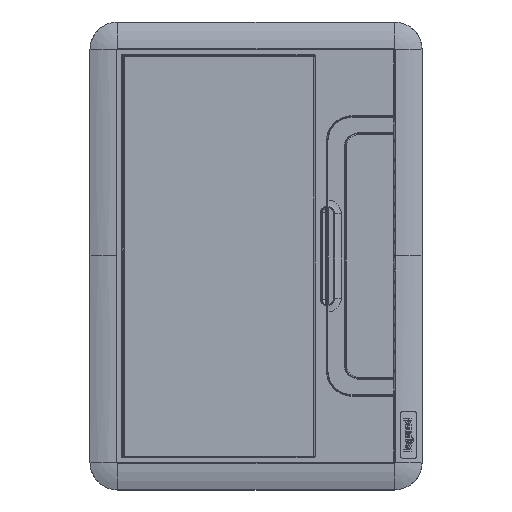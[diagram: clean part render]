
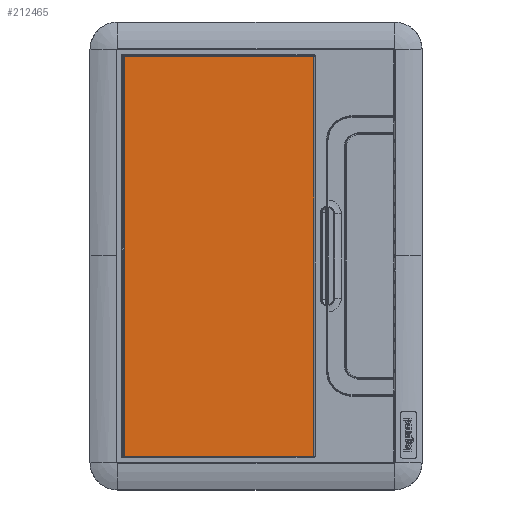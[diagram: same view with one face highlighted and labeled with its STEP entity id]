
A CAD part, top view. The second image highlights one B-rep face of the part: STEP entity #212465.
In plain terms, the highlighted planar face has unit normal (0, 0, 1).
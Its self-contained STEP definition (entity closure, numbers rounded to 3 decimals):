
#212438=AXIS2_PLACEMENT_3D('Plane Axis2P3D',#212435,#212436,#212437) ;
#212375=CARTESIAN_POINT('Vertex',(-122.,-59.5,2.5)) ;
#212389=CARTESIAN_POINT('Vertex',(122.,-59.5,2.5)) ;
#212392=CARTESIAN_POINT('Line Origine',(0.,-59.5,2.5)) ;
#212435=CARTESIAN_POINT('Axis2P3D Location',(0.,0.,2.5)) ;
#212440=CARTESIAN_POINT('Line Origine',(-122.,-1.75,2.5)) ;
#212444=CARTESIAN_POINT('Vertex',(-122.,56.,2.5)) ;
#212447=CARTESIAN_POINT('Line Origine',(122.,-1.75,2.5)) ;
#212451=CARTESIAN_POINT('Vertex',(122.,56.,2.5)) ;
#212454=CARTESIAN_POINT('Line Origine',(0.,56.,2.5)) ;
#212393=DIRECTION('Vector Direction',(-1.,0.,0.)) ;
#212436=DIRECTION('Axis2P3D Direction',(0.,0.,1.)) ;
#212437=DIRECTION('Axis2P3D XDirection',(1.,0.,0.)) ;
#212441=DIRECTION('Vector Direction',(0.,-1.,0.)) ;
#212448=DIRECTION('Vector Direction',(0.,1.,0.)) ;
#212455=DIRECTION('Vector Direction',(-1.,0.,0.)) ;
#212394=VECTOR('Line Direction',#212393,1.) ;
#212442=VECTOR('Line Direction',#212441,1.) ;
#212449=VECTOR('Line Direction',#212448,1.) ;
#212456=VECTOR('Line Direction',#212455,1.) ;
#212460=ORIENTED_EDGE('',*,*,#212446,.T.) ;
#212461=ORIENTED_EDGE('',*,*,#212396,.T.) ;
#212462=ORIENTED_EDGE('',*,*,#212453,.T.) ;
#212463=ORIENTED_EDGE('',*,*,#212458,.T.) ;
#212465=ADVANCED_FACE('Corps principal',(#212464),#212439,.T.) ;
#212396=EDGE_CURVE('',#212376,#212390,#212395,.F.) ;
#212446=EDGE_CURVE('',#212445,#212376,#212443,.T.) ;
#212453=EDGE_CURVE('',#212390,#212452,#212450,.T.) ;
#212458=EDGE_CURVE('',#212452,#212445,#212457,.T.) ;
#212459=EDGE_LOOP('',(#212460,#212461,#212462,#212463)) ;
#212464=FACE_OUTER_BOUND('',#212459,.T.) ;
#212395=LINE('Line',#212392,#212394) ;
#212443=LINE('Line',#212440,#212442) ;
#212450=LINE('Line',#212447,#212449) ;
#212457=LINE('Line',#212454,#212456) ;
#212439=PLANE('',#212438) ;
#212376=VERTEX_POINT('',#212375) ;
#212390=VERTEX_POINT('',#212389) ;
#212445=VERTEX_POINT('',#212444) ;
#212452=VERTEX_POINT('',#212451) ;
